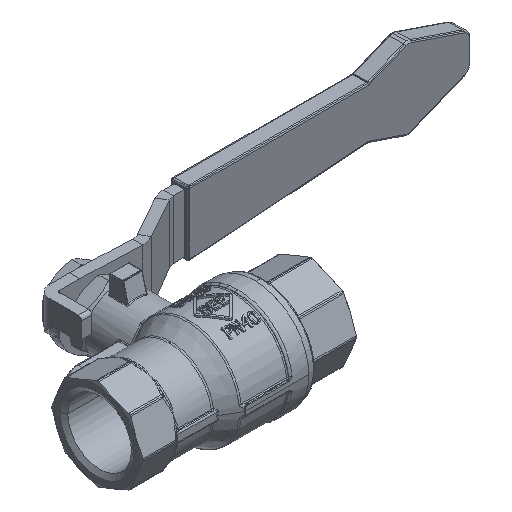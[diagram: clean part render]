
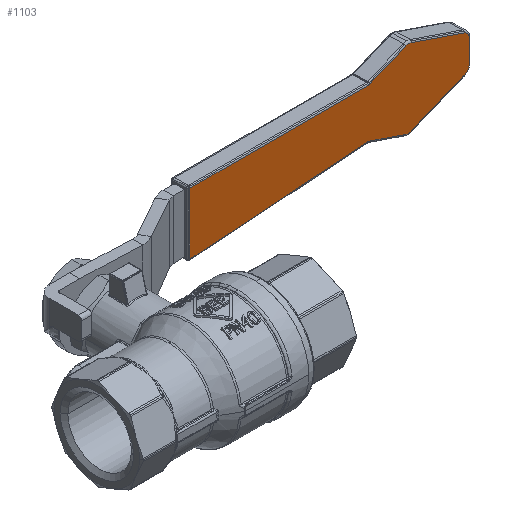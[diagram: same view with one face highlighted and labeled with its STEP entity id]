
A CAD part, isometric view. The second image highlights one B-rep face of the part: STEP entity #1103.
In plain terms, the highlighted planar face has unit normal (0.035, -0.999, 0).
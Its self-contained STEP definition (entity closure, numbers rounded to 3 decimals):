
#1103=ADVANCED_FACE('',(#3215),#3216,.F.);
#3215=FACE_OUTER_BOUND('',#33014,.T.);
#3216=PLANE('',#33015);
#33014=EDGE_LOOP('',(#40336,#40337,#40338,#40339,#40340,#40341,#40342,#40343,#40344,#40345,#40346,#40347,#40348,#40349));
#33015=AXIS2_PLACEMENT_3D('',#40350,#40351,#40352);
#40336=ORIENTED_EDGE('',*,*,#42914,.F.);
#40337=ORIENTED_EDGE('',*,*,#40403,.F.);
#40338=ORIENTED_EDGE('',*,*,#42984,.F.);
#40339=ORIENTED_EDGE('',*,*,#40407,.F.);
#40340=ORIENTED_EDGE('',*,*,#42979,.F.);
#40341=ORIENTED_EDGE('',*,*,#40411,.F.);
#40342=ORIENTED_EDGE('',*,*,#42974,.F.);
#40343=ORIENTED_EDGE('',*,*,#40415,.F.);
#40344=ORIENTED_EDGE('',*,*,#42969,.F.);
#40345=ORIENTED_EDGE('',*,*,#40419,.F.);
#40346=ORIENTED_EDGE('',*,*,#42964,.F.);
#40347=ORIENTED_EDGE('',*,*,#40423,.F.);
#40348=ORIENTED_EDGE('',*,*,#42959,.F.);
#40349=ORIENTED_EDGE('',*,*,#40427,.F.);
#40350=CARTESIAN_POINT('',(29.952,40.084,-0.78));
#40351=DIRECTION('',(-0.035,0.999,0.));
#40352=DIRECTION('',(0.,0.0,1.0));
#40403=EDGE_CURVE('',#43043,#43045,#43046,.T.);
#40407=EDGE_CURVE('',#43051,#43053,#43054,.T.);
#40411=EDGE_CURVE('',#43059,#43061,#43062,.T.);
#40415=EDGE_CURVE('',#43067,#43069,#43070,.T.);
#40419=EDGE_CURVE('',#43075,#43077,#43078,.T.);
#40423=EDGE_CURVE('',#43083,#43085,#43086,.T.);
#40427=EDGE_CURVE('',#43091,#43093,#43094,.T.);
#42914=EDGE_CURVE('',#43045,#43091,#47149,.T.);
#42959=EDGE_CURVE('',#43093,#43083,#47203,.T.);
#42964=EDGE_CURVE('',#43085,#43075,#47209,.T.);
#42969=EDGE_CURVE('',#43077,#43067,#47215,.T.);
#42974=EDGE_CURVE('',#43069,#43059,#47221,.T.);
#42979=EDGE_CURVE('',#43061,#43051,#47227,.T.);
#42984=EDGE_CURVE('',#43053,#43043,#47233,.T.);
#43043=VERTEX_POINT('',#47305);
#43045=VERTEX_POINT('',#47307);
#43046=LINE('',#47308,#47309);
#43051=VERTEX_POINT('',#47315);
#43053=VERTEX_POINT('',#47317);
#43054=LINE('',#47318,#47319);
#43059=VERTEX_POINT('',#47325);
#43061=VERTEX_POINT('',#47327);
#43062=LINE('',#47328,#47329);
#43067=VERTEX_POINT('',#47335);
#43069=VERTEX_POINT('',#47337);
#43070=LINE('',#47338,#47339);
#43075=VERTEX_POINT('',#47345);
#43077=VERTEX_POINT('',#47347);
#43078=LINE('',#47348,#47349);
#43083=VERTEX_POINT('',#47355);
#43085=VERTEX_POINT('',#47357);
#43086=LINE('',#47358,#47359);
#43091=VERTEX_POINT('',#47365);
#43093=VERTEX_POINT('',#47367);
#43094=LINE('',#47368,#47369);
#47149=LINE('',#69142,#69143);
#47203=CIRCLE('',#69208,1.5);
#47209=CIRCLE('',#69215,2.5);
#47215=CIRCLE('',#69222,2.5);
#47221=CIRCLE('',#69229,2.5);
#47227=CIRCLE('',#69236,2.5);
#47233=CIRCLE('',#69243,1.5);
#47305=CARTESIAN_POINT('',(74.688,41.647,-7.145));
#47307=CARTESIAN_POINT('',(20.592,39.758,-8.971));
#47308=CARTESIAN_POINT('',(13.361,39.505,-9.215));
#47309=VECTOR('',#69310,10.0);
#47315=CARTESIAN_POINT('',(86.197,42.049,-11.221));
#47317=CARTESIAN_POINT('',(75.252,41.666,-7.235));
#47318=CARTESIAN_POINT('',(54.033,40.925,0.493));
#47319=VECTOR('',#69318,10.0);
#47325=CARTESIAN_POINT('',(103.896,42.667,-5.397));
#47327=CARTESIAN_POINT('',(87.906,42.108,-11.221));
#47328=CARTESIAN_POINT('',(63.654,41.261,-20.053));
#47329=VECTOR('',#69326,10.0);
#47335=CARTESIAN_POINT('',(105.54,42.724,3.048));
#47337=CARTESIAN_POINT('',(105.54,42.724,-3.048));
#47338=CARTESIAN_POINT('',(105.54,42.724,-2.614));
#47339=VECTOR('',#69334,10.0);
#47345=CARTESIAN_POINT('',(87.906,42.108,11.221));
#47347=CARTESIAN_POINT('',(103.896,42.667,5.397));
#47348=CARTESIAN_POINT('',(72.899,41.584,16.686));
#47349=VECTOR('',#69342,10.0);
#47355=CARTESIAN_POINT('',(75.349,41.67,7.27));
#47357=CARTESIAN_POINT('',(86.197,42.049,11.221));
#47358=CARTESIAN_POINT('',(59.779,41.126,1.6));
#47359=VECTOR('',#69350,10.0);
#47365=CARTESIAN_POINT('',(20.592,39.758,9.051));
#47367=CARTESIAN_POINT('',(74.785,41.65,7.181));
#47368=CARTESIAN_POINT('',(52.726,40.88,7.942));
#47369=VECTOR('',#69358,10.0);
#69142=CARTESIAN_POINT('',(20.592,39.758,-0.39));
#69143=VECTOR('',#72419,10.0);
#69208=AXIS2_PLACEMENT_3D('',#72530,#72531,#72532);
#69215=AXIS2_PLACEMENT_3D('',#72543,#72544,#72545);
#69222=AXIS2_PLACEMENT_3D('',#72556,#72557,#72558);
#69229=AXIS2_PLACEMENT_3D('',#72569,#72570,#72571);
#69236=AXIS2_PLACEMENT_3D('',#72582,#72583,#72584);
#69243=AXIS2_PLACEMENT_3D('',#72595,#72596,#72597);
#69310=DIRECTION('',(-0.999,-0.035,-0.034));
#69318=DIRECTION('',(-0.939,-0.033,0.342));
#69326=DIRECTION('',(-0.939,-0.033,-0.342));
#69334=DIRECTION('',(0.,0.,-1.0));
#69342=DIRECTION('',(0.939,0.033,-0.342));
#69350=DIRECTION('',(0.939,0.033,0.342));
#69358=DIRECTION('',(0.999,0.035,-0.034));
#72419=DIRECTION('',(0.,0.,1.0));
#72530=CARTESIAN_POINT('',(74.836,41.652,8.68));
#72531=DIRECTION('',(0.035,-0.999,0.));
#72532=DIRECTION('',(0.157,0.005,-0.988));
#72543=CARTESIAN_POINT('',(87.051,42.078,8.872));
#72544=DIRECTION('',(-0.035,0.999,0.));
#72545=DIRECTION('',(0.,0.,1.0));
#72556=CARTESIAN_POINT('',(103.041,42.637,3.048));
#72557=DIRECTION('',(-0.035,0.999,0.));
#72558=DIRECTION('',(0.819,0.029,0.574));
#72569=CARTESIAN_POINT('',(103.041,42.637,-3.048));
#72570=DIRECTION('',(-0.035,0.999,0.));
#72571=DIRECTION('',(0.819,0.029,-0.574));
#72582=CARTESIAN_POINT('',(87.051,42.078,-8.872));
#72583=DIRECTION('',(-0.035,0.999,0.));
#72584=DIRECTION('',(0.,0.,-1.0));
#72595=CARTESIAN_POINT('',(74.739,41.648,-8.644));
#72596=DIRECTION('',(0.035,-0.999,0.));
#72597=DIRECTION('',(0.157,0.005,0.988));
